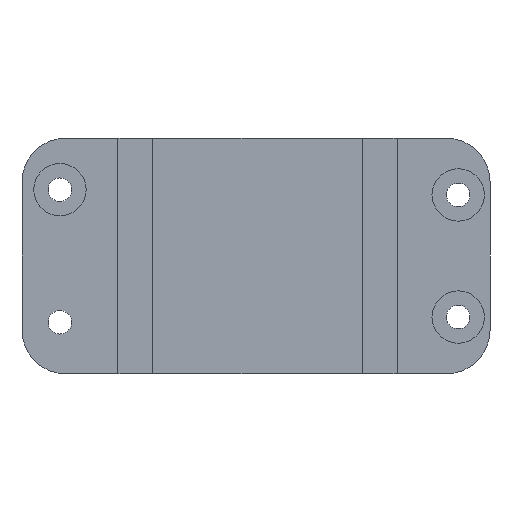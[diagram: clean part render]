
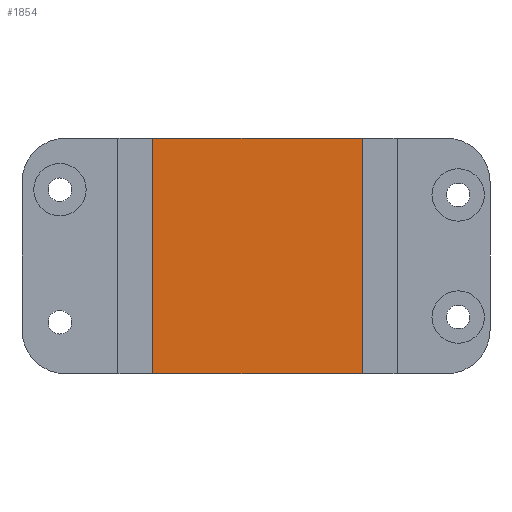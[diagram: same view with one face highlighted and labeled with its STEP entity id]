
A CAD part, front view. The second image highlights one B-rep face of the part: STEP entity #1854.
In plain terms, the highlighted planar face has unit normal (0, -1, 0).
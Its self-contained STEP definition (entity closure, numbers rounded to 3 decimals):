
#43 = PLANE('',#44);
#44 = AXIS2_PLACEMENT_3D('',#45,#46,#47);
#45 = CARTESIAN_POINT('',(-22.,0.,34.));
#46 = DIRECTION('',(0.,0.,1.));
#47 = DIRECTION('',(1.,0.,0.));
#251 = VERTEX_POINT('',#252);
#252 = CARTESIAN_POINT('',(-12.,-3.,34.));
#266 = PLANE('',#267);
#267 = AXIS2_PLACEMENT_3D('',#268,#269,#270);
#268 = CARTESIAN_POINT('',(-12.,-3.,34.));
#269 = DIRECTION('',(-1.,0.,0.));
#270 = DIRECTION('',(0.,0.,-1.));
#278 = EDGE_CURVE('',#251,#279,#281,.T.);
#279 = VERTEX_POINT('',#280);
#280 = CARTESIAN_POINT('',(12.,-3.,34.));
#281 = SURFACE_CURVE('',#282,(#286,#293),.PCURVE_S1.);
#282 = LINE('',#283,#284);
#283 = CARTESIAN_POINT('',(-22.,-3.,34.));
#284 = VECTOR('',#285,1.);
#285 = DIRECTION('',(1.,0.,0.));
#286 = PCURVE('',#43,#287);
#287 = DEFINITIONAL_REPRESENTATION('',(#288),#292);
#288 = LINE('',#289,#290);
#289 = CARTESIAN_POINT('',(0.,-3.));
#290 = VECTOR('',#291,1.);
#291 = DIRECTION('',(1.,0.));
#292 = ( GEOMETRIC_REPRESENTATION_CONTEXT(2) 
PARAMETRIC_REPRESENTATION_CONTEXT() REPRESENTATION_CONTEXT('2D SPACE',''
  ) );
#293 = PCURVE('',#294,#299);
#294 = PLANE('',#295);
#295 = AXIS2_PLACEMENT_3D('',#296,#297,#298);
#296 = CARTESIAN_POINT('',(-0.175,-3.,20.5));
#297 = DIRECTION('',(0.,1.,0.));
#298 = DIRECTION('',(0.,0.,1.));
#299 = DEFINITIONAL_REPRESENTATION('',(#300),#304);
#300 = LINE('',#301,#302);
#301 = CARTESIAN_POINT('',(13.5,-21.825));
#302 = VECTOR('',#303,1.);
#303 = DIRECTION('',(0.,1.));
#304 = ( GEOMETRIC_REPRESENTATION_CONTEXT(2) 
PARAMETRIC_REPRESENTATION_CONTEXT() REPRESENTATION_CONTEXT('2D SPACE',''
  ) );
#322 = PLANE('',#323);
#323 = AXIS2_PLACEMENT_3D('',#324,#325,#326);
#324 = CARTESIAN_POINT('',(12.,-3.,7.));
#325 = DIRECTION('',(1.,0.,0.));
#326 = DIRECTION('',(0.,0.,1.));
#626 = PLANE('',#627);
#627 = AXIS2_PLACEMENT_3D('',#628,#629,#630);
#628 = CARTESIAN_POINT('',(21.65,0.,7.));
#629 = DIRECTION('',(0.,0.,-1.));
#630 = DIRECTION('',(-1.,0.,0.));
#1810 = VERTEX_POINT('',#1811);
#1811 = CARTESIAN_POINT('',(12.,-3.,7.));
#1834 = EDGE_CURVE('',#1810,#279,#1835,.T.);
#1835 = SURFACE_CURVE('',#1836,(#1840,#1847),.PCURVE_S1.);
#1836 = LINE('',#1837,#1838);
#1837 = CARTESIAN_POINT('',(12.,-3.,7.));
#1838 = VECTOR('',#1839,1.);
#1839 = DIRECTION('',(0.,0.,1.));
#1840 = PCURVE('',#322,#1841);
#1841 = DEFINITIONAL_REPRESENTATION('',(#1842),#1846);
#1842 = LINE('',#1843,#1844);
#1843 = CARTESIAN_POINT('',(0.,0.));
#1844 = VECTOR('',#1845,1.);
#1845 = DIRECTION('',(1.,0.));
#1846 = ( GEOMETRIC_REPRESENTATION_CONTEXT(2) 
PARAMETRIC_REPRESENTATION_CONTEXT() REPRESENTATION_CONTEXT('2D SPACE',''
  ) );
#1847 = PCURVE('',#294,#1848);
#1848 = DEFINITIONAL_REPRESENTATION('',(#1849),#1853);
#1849 = LINE('',#1850,#1851);
#1850 = CARTESIAN_POINT('',(-13.5,12.175));
#1851 = VECTOR('',#1852,1.);
#1852 = DIRECTION('',(1.,0.));
#1853 = ( GEOMETRIC_REPRESENTATION_CONTEXT(2) 
PARAMETRIC_REPRESENTATION_CONTEXT() REPRESENTATION_CONTEXT('2D SPACE',''
  ) );
#1854 = ADVANCED_FACE('',(#1855),#294,.F.);
#1855 = FACE_BOUND('',#1856,.F.);
#1856 = EDGE_LOOP('',(#1857,#1880,#1881,#1882));
#1857 = ORIENTED_EDGE('',*,*,#1858,.F.);
#1858 = EDGE_CURVE('',#251,#1859,#1861,.T.);
#1859 = VERTEX_POINT('',#1860);
#1860 = CARTESIAN_POINT('',(-12.,-3.,7.));
#1861 = SURFACE_CURVE('',#1862,(#1866,#1873),.PCURVE_S1.);
#1862 = LINE('',#1863,#1864);
#1863 = CARTESIAN_POINT('',(-12.,-3.,34.));
#1864 = VECTOR('',#1865,1.);
#1865 = DIRECTION('',(0.,0.,-1.));
#1866 = PCURVE('',#294,#1867);
#1867 = DEFINITIONAL_REPRESENTATION('',(#1868),#1872);
#1868 = LINE('',#1869,#1870);
#1869 = CARTESIAN_POINT('',(13.5,-11.825));
#1870 = VECTOR('',#1871,1.);
#1871 = DIRECTION('',(-1.,0.));
#1872 = ( GEOMETRIC_REPRESENTATION_CONTEXT(2) 
PARAMETRIC_REPRESENTATION_CONTEXT() REPRESENTATION_CONTEXT('2D SPACE',''
  ) );
#1873 = PCURVE('',#266,#1874);
#1874 = DEFINITIONAL_REPRESENTATION('',(#1875),#1879);
#1875 = LINE('',#1876,#1877);
#1876 = CARTESIAN_POINT('',(0.,0.));
#1877 = VECTOR('',#1878,1.);
#1878 = DIRECTION('',(1.,0.));
#1879 = ( GEOMETRIC_REPRESENTATION_CONTEXT(2) 
PARAMETRIC_REPRESENTATION_CONTEXT() REPRESENTATION_CONTEXT('2D SPACE',''
  ) );
#1880 = ORIENTED_EDGE('',*,*,#278,.T.);
#1881 = ORIENTED_EDGE('',*,*,#1834,.F.);
#1882 = ORIENTED_EDGE('',*,*,#1883,.T.);
#1883 = EDGE_CURVE('',#1810,#1859,#1884,.T.);
#1884 = SURFACE_CURVE('',#1885,(#1889,#1896),.PCURVE_S1.);
#1885 = LINE('',#1886,#1887);
#1886 = CARTESIAN_POINT('',(21.65,-3.,7.));
#1887 = VECTOR('',#1888,1.);
#1888 = DIRECTION('',(-1.,0.,0.));
#1889 = PCURVE('',#294,#1890);
#1890 = DEFINITIONAL_REPRESENTATION('',(#1891),#1895);
#1891 = LINE('',#1892,#1893);
#1892 = CARTESIAN_POINT('',(-13.5,21.825));
#1893 = VECTOR('',#1894,1.);
#1894 = DIRECTION('',(0.,-1.));
#1895 = ( GEOMETRIC_REPRESENTATION_CONTEXT(2) 
PARAMETRIC_REPRESENTATION_CONTEXT() REPRESENTATION_CONTEXT('2D SPACE',''
  ) );
#1896 = PCURVE('',#626,#1897);
#1897 = DEFINITIONAL_REPRESENTATION('',(#1898),#1902);
#1898 = LINE('',#1899,#1900);
#1899 = CARTESIAN_POINT('',(0.,-3.));
#1900 = VECTOR('',#1901,1.);
#1901 = DIRECTION('',(1.,0.));
#1902 = ( GEOMETRIC_REPRESENTATION_CONTEXT(2) 
PARAMETRIC_REPRESENTATION_CONTEXT() REPRESENTATION_CONTEXT('2D SPACE',''
  ) );
